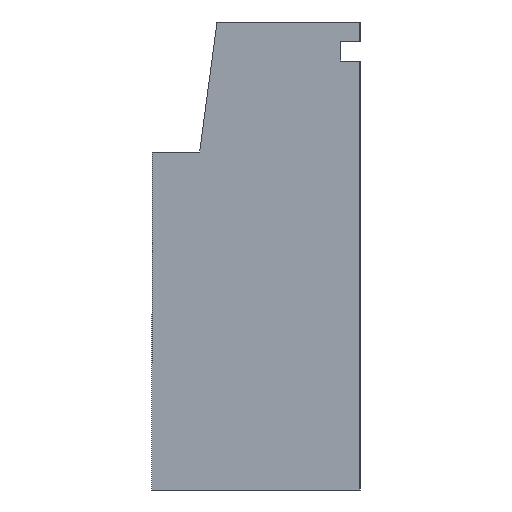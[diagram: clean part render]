
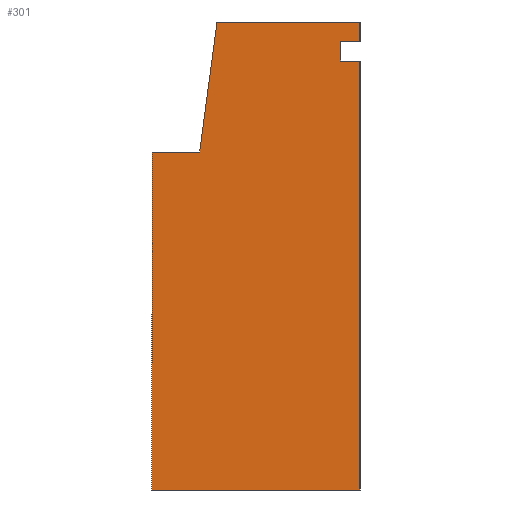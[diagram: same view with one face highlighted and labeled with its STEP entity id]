
A CAD part, left-side view. The second image highlights one B-rep face of the part: STEP entity #301.
In plain terms, the highlighted planar face has unit normal (-1, 0, 0).
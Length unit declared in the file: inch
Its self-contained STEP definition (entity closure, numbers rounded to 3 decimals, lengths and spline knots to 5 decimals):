
#15=FACE_OUTER_BOUND('',#31,.T.);
#31=EDGE_LOOP('',(#201,#202,#203,#204,#205,#206,#207,#208,#209,#210));
#47=LINE('',#427,#89);
#48=LINE('',#429,#90);
#49=LINE('',#431,#91);
#50=LINE('',#433,#92);
#51=LINE('',#435,#93);
#52=LINE('',#437,#94);
#53=LINE('',#439,#95);
#54=LINE('',#441,#96);
#55=LINE('',#443,#97);
#56=LINE('',#444,#98);
#89=VECTOR('',#351,0.3937);
#90=VECTOR('',#352,0.3937);
#91=VECTOR('',#353,0.3937);
#92=VECTOR('',#354,0.3937);
#93=VECTOR('',#355,0.3937);
#94=VECTOR('',#356,0.3937);
#95=VECTOR('',#357,0.3937);
#96=VECTOR('',#358,0.3937);
#97=VECTOR('',#359,0.3937);
#98=VECTOR('',#360,0.3937);
#131=VERTEX_POINT('',#425);
#132=VERTEX_POINT('',#426);
#133=VERTEX_POINT('',#428);
#134=VERTEX_POINT('',#430);
#135=VERTEX_POINT('',#432);
#136=VERTEX_POINT('',#434);
#137=VERTEX_POINT('',#436);
#138=VERTEX_POINT('',#438);
#139=VERTEX_POINT('',#440);
#140=VERTEX_POINT('',#442);
#159=EDGE_CURVE('',#131,#132,#47,.T.);
#160=EDGE_CURVE('',#133,#131,#48,.T.);
#161=EDGE_CURVE('',#134,#133,#49,.T.);
#162=EDGE_CURVE('',#135,#134,#50,.T.);
#163=EDGE_CURVE('',#136,#135,#51,.T.);
#164=EDGE_CURVE('',#137,#136,#52,.T.);
#165=EDGE_CURVE('',#138,#137,#53,.T.);
#166=EDGE_CURVE('',#139,#138,#54,.T.);
#167=EDGE_CURVE('',#140,#139,#55,.T.);
#168=EDGE_CURVE('',#132,#140,#56,.T.);
#201=ORIENTED_EDGE('',*,*,#159,.F.);
#202=ORIENTED_EDGE('',*,*,#160,.F.);
#203=ORIENTED_EDGE('',*,*,#161,.F.);
#204=ORIENTED_EDGE('',*,*,#162,.F.);
#205=ORIENTED_EDGE('',*,*,#163,.F.);
#206=ORIENTED_EDGE('',*,*,#164,.F.);
#207=ORIENTED_EDGE('',*,*,#165,.F.);
#208=ORIENTED_EDGE('',*,*,#166,.F.);
#209=ORIENTED_EDGE('',*,*,#167,.F.);
#210=ORIENTED_EDGE('',*,*,#168,.F.);
#285=PLANE('',#331);
#301=ADVANCED_FACE('',(#15),#285,.F.);
#331=AXIS2_PLACEMENT_3D('',#424,#349,#350);
#349=DIRECTION('center_axis',(1.,0.,0.));
#350=DIRECTION('ref_axis',(0.,0.,-1.));
#351=DIRECTION('',(0.,-1.,0.));
#352=DIRECTION('',(0.,0.,-1.));
#353=DIRECTION('',(0.,1.,0.));
#354=DIRECTION('',(0.,0.,-1.));
#355=DIRECTION('',(0.,-1.,0.));
#356=DIRECTION('',(0.,-0.132,0.991));
#357=DIRECTION('',(0.,-1.,0.));
#358=DIRECTION('',(0.,0.,1.));
#359=DIRECTION('',(0.,1.,0.));
#360=DIRECTION('',(0.,0.,-1.));
#424=CARTESIAN_POINT('Origin',(41.03125,-4.25,14.5));
#425=CARTESIAN_POINT('',(41.03125,-3.875,8.25));
#426=CARTESIAN_POINT('',(41.03125,-4.25,8.25));
#427=CARTESIAN_POINT('',(41.03125,-4.25,8.25));
#428=CARTESIAN_POINT('',(41.03125,-3.875,8.625));
#429=CARTESIAN_POINT('',(41.03125,-3.875,11.375));
#430=CARTESIAN_POINT('',(41.03125,-4.25,8.625));
#431=CARTESIAN_POINT('',(41.03125,-4.0625,8.625));
#432=CARTESIAN_POINT('',(41.03125,-4.25,9.));
#433=CARTESIAN_POINT('',(41.03125,-4.25,11.5625));
#434=CARTESIAN_POINT('',(41.03125,-1.5,9.));
#435=CARTESIAN_POINT('',(41.03125,-4.25,9.));
#436=CARTESIAN_POINT('',(41.03125,-1.16667,6.5));
#437=CARTESIAN_POINT('',(41.03125,-1.88428,11.8821));
#438=CARTESIAN_POINT('',(41.03125,-0.25,6.5));
#439=CARTESIAN_POINT('',(41.03125,-2.125,6.5));
#440=CARTESIAN_POINT('',(41.03125,-0.25,0.));
#441=CARTESIAN_POINT('',(41.03125,-0.25,8.));
#442=CARTESIAN_POINT('',(41.03125,-4.25,0.));
#443=CARTESIAN_POINT('',(41.03125,-2.25,0.));
#444=CARTESIAN_POINT('',(41.03125,-4.25,7.25));
